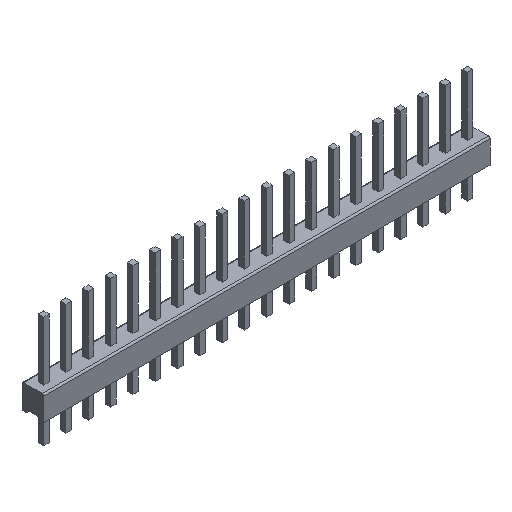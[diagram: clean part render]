
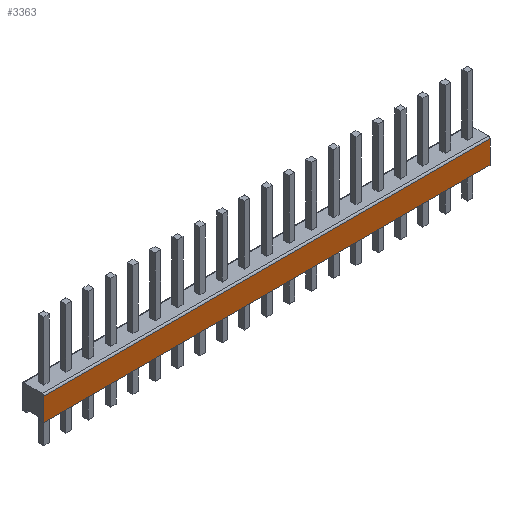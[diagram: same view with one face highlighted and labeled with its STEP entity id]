
A CAD part, isometric view. The second image highlights one B-rep face of the part: STEP entity #3363.
In plain terms, the highlighted planar face has unit normal (0, -1, 0).
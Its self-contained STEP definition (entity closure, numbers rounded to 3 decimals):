
#77=DIRECTION('',(0.,0.,-1.));
#78=VECTOR('',#77,2.6);
#79=CARTESIAN_POINT('',(-25.4,-1.25,-0.2));
#80=LINE('',#79,#78);
#786=DIRECTION('',(1.,0.,0.));
#787=VECTOR('',#786,50.8);
#788=CARTESIAN_POINT('',(-25.4,-1.25,-2.8));
#789=LINE('',#788,#787);
#790=DIRECTION('',(1.,0.,0.));
#791=VECTOR('',#790,50.8);
#792=CARTESIAN_POINT('',(-25.4,-1.25,-0.2));
#793=LINE('',#792,#791);
#832=DIRECTION('',(0.,0.,-1.));
#833=VECTOR('',#832,2.6);
#834=CARTESIAN_POINT('',(25.4,-1.25,-0.2));
#835=LINE('',#834,#833);
#2117=CARTESIAN_POINT('',(-25.4,-1.25,-0.2));
#2119=VERTEX_POINT('',#2117);
#2120=CARTESIAN_POINT('',(-25.4,-1.25,-2.8));
#2121=VERTEX_POINT('',#2120);
#2137=CARTESIAN_POINT('',(25.4,-1.25,-0.2));
#2139=VERTEX_POINT('',#2137);
#2140=CARTESIAN_POINT('',(25.4,-1.25,-2.8));
#2141=VERTEX_POINT('',#2140);
#3351=CARTESIAN_POINT('',(-25.4,-1.25,-0.2));
#3352=DIRECTION('',(0.,-1.,0.));
#3353=DIRECTION('',(0.,0.,-1.));
#3354=AXIS2_PLACEMENT_3D('',#3351,#3352,#3353);
#3355=PLANE('',#3354);
#3356=ORIENTED_EDGE('',*,*,#2803,.F.);
#3357=ORIENTED_EDGE('',*,*,#2834,.T.);
#3359=ORIENTED_EDGE('',*,*,#3358,.T.);
#3360=ORIENTED_EDGE('',*,*,#3343,.F.);
#3361=EDGE_LOOP('',(#3356,#3357,#3359,#3360));
#3362=FACE_OUTER_BOUND('',#3361,.F.);
#3363=ADVANCED_FACE('',(#3362),#3355,.T.);
#2803=EDGE_CURVE('',#2119,#2121,#80,.T.);
#2834=EDGE_CURVE('',#2119,#2139,#793,.T.);
#3343=EDGE_CURVE('',#2121,#2141,#789,.T.);
#3358=EDGE_CURVE('',#2139,#2141,#835,.T.);
